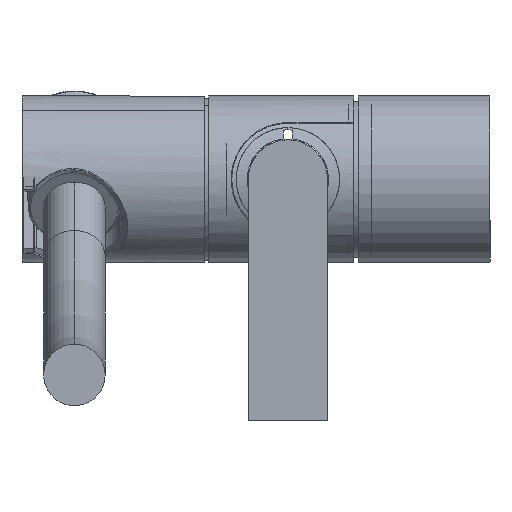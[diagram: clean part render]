
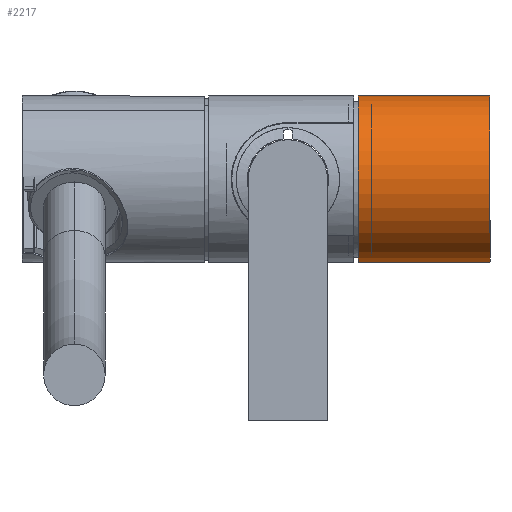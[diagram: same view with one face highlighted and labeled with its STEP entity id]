
A CAD part, front view. The second image highlights one B-rep face of the part: STEP entity #2217.
In plain terms, the highlighted cylindrical face has radius 19 mm (diameter 38 mm), a partial arc.
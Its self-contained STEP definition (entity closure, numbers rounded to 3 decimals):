
#144 = DIRECTION ( 'NONE',  ( 0., 1., 0. ) ) ;
#247 = ORIENTED_EDGE ( 'NONE', *, *, #3992, .T. ) ;
#280 = DIRECTION ( 'NONE',  ( 0., 0., 1. ) ) ;
#342 = CIRCLE ( 'NONE', #5166, 19. ) ;
#344 = EDGE_CURVE ( 'NONE', #769, #625, #342, .T. ) ;
#412 = VECTOR ( 'NONE', #1609, 1000. ) ;
#509 = DIRECTION ( 'NONE',  ( 0., 0., 1. ) ) ;
#590 = DIRECTION ( 'NONE',  ( 0., 1., 0. ) ) ;
#625 = VERTEX_POINT ( 'NONE', #4250 ) ;
#769 = VERTEX_POINT ( 'NONE', #5619 ) ;
#967 = CARTESIAN_POINT ( 'NONE',  ( 0., -30., 19. ) ) ;
#1045 = CARTESIAN_POINT ( 'NONE',  ( 0., 0., 0. ) ) ;
#1287 = VECTOR ( 'NONE', #4537, 1000. ) ;
#1365 = LINE ( 'NONE', #967, #1287 ) ;
#1558 = AXIS2_PLACEMENT_3D ( 'NONE', #1045, #590, #3103 ) ;
#1609 = DIRECTION ( 'NONE',  ( 0., 1., 0. ) ) ;
#1642 = FACE_OUTER_BOUND ( 'NONE', #2074, .T. ) ;
#1691 = AXIS2_PLACEMENT_3D ( 'NONE', #4780, #144, #280 ) ;
#1768 = CARTESIAN_POINT ( 'NONE',  ( 0., -30., 0. ) ) ;
#1864 = CARTESIAN_POINT ( 'NONE',  ( 0., 0., 19. ) ) ;
#2074 = EDGE_LOOP ( 'NONE', ( #4124, #247, #2092, #4247 ) ) ;
#2092 = ORIENTED_EDGE ( 'NONE', *, *, #2483, .F. ) ;
#2150 = CYLINDRICAL_SURFACE ( 'NONE', #1691, 19. ) ;
#2217 = ADVANCED_FACE ( 'NONE', ( #1642 ), #2150, .T. ) ;
#2427 = CARTESIAN_POINT ( 'NONE',  ( 0., -30., -19. ) ) ;
#2483 = EDGE_CURVE ( 'NONE', #3689, #4781, #4397, .T. ) ;
#2493 = DIRECTION ( 'NONE',  ( 0., 1., 0. ) ) ;
#3103 = DIRECTION ( 'NONE',  ( 0., 0., 1. ) ) ;
#3689 = VERTEX_POINT ( 'NONE', #1864 ) ;
#3992 = EDGE_CURVE ( 'NONE', #625, #4781, #4587, .T. ) ;
#4124 = ORIENTED_EDGE ( 'NONE', *, *, #344, .T. ) ;
#4247 = ORIENTED_EDGE ( 'NONE', *, *, #5612, .F. ) ;
#4250 = CARTESIAN_POINT ( 'NONE',  ( 0., -30., -19. ) ) ;
#4397 = CIRCLE ( 'NONE', #1558, 19. ) ;
#4537 = DIRECTION ( 'NONE',  ( 0., 1., 0. ) ) ;
#4587 = LINE ( 'NONE', #2427, #412 ) ;
#4780 = CARTESIAN_POINT ( 'NONE',  ( 0., -30., 0. ) ) ;
#4781 = VERTEX_POINT ( 'NONE', #4854 ) ;
#4854 = CARTESIAN_POINT ( 'NONE',  ( 0., 0., -19. ) ) ;
#5166 = AXIS2_PLACEMENT_3D ( 'NONE', #1768, #2493, #509 ) ;
#5612 = EDGE_CURVE ( 'NONE', #769, #3689, #1365, .T. ) ;
#5619 = CARTESIAN_POINT ( 'NONE',  ( 0., -30., 19. ) ) ;
